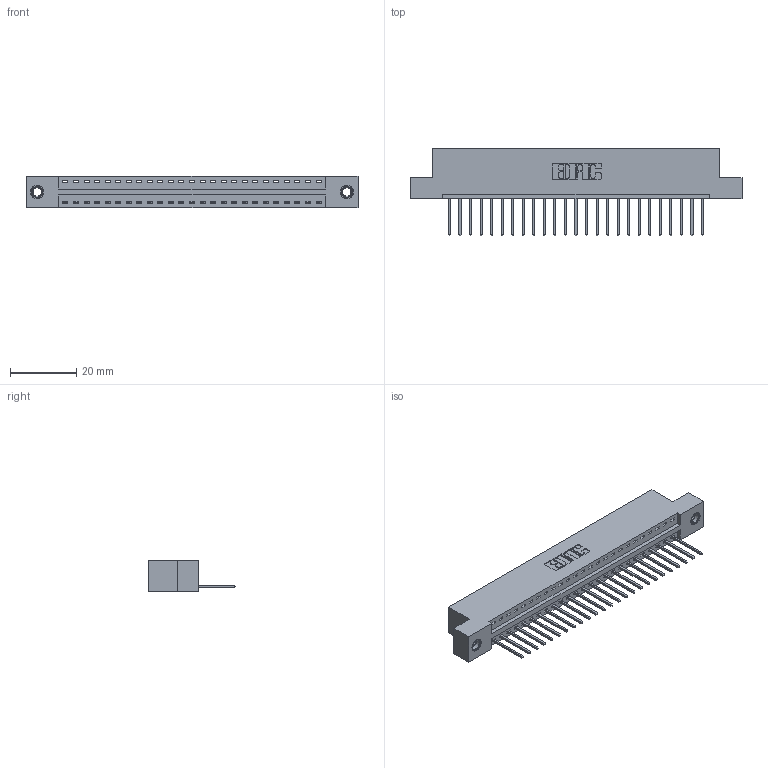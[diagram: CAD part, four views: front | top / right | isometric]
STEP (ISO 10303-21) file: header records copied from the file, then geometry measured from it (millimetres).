
FILE_DESCRIPTION (( 'STEP AP203' ), '1' );
FILE_NAME ('346-025-522-107.STEP', '2022-05-06T00:32:25', ( '' ), ( '' ), 'SwSTEP 2.0', 'SolidWorks 2020', '' );
FILE_SCHEMA (( 'CONFIG_CONTROL_DESIGN' ));
Length unit declared in the file: inch
Products named in the file (4): 345-250-001_345-250-005-103; 346-025-522-107; 345-292-001_345-293-122; 346 Part_Flush Mounting Lugs - 0.156 Dia-TI
Assembly tree (28 placements, depth 2):
  346-025-522-107
    346 Part_Flush Mounting Lugs - 0.156 Dia-TI
    345-292-001_345-293-122  x25
    345-250-001_345-250-005-103  x2
Bounding box: 99.95 x 26.42 x 9.4 mm (x, y, z)
Volume: 9439.8 mm3; surface area: 11741.8 mm2
Topology: 28 solids, 28 shells, 1632 faces, 4865 edges, 3202 vertices
Faces by surface type: plane 1108, cylinder 508, cone 12, torus 4
Entity records: 19008 total; most frequent: CARTESIAN_POINT 3246, ORIENTED_EDGE 3198, DIRECTION 2911, EDGE_CURVE 1599, LINE 1347, VECTOR 1347, VERTEX_POINT 1060, AXIS2_PLACEMENT_3D 782
